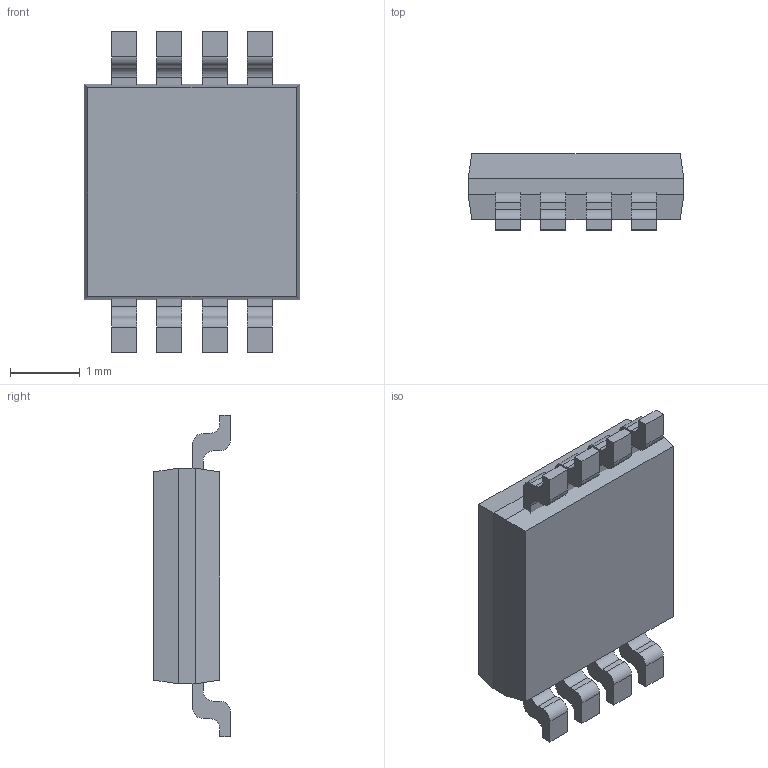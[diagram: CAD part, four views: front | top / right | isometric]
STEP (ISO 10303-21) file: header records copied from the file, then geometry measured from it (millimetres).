
FILE_DESCRIPTION (( 'STEP AP214' ), '1' );
FILE_NAME ('猶OP-08.STEP', '2015-04-03T15:55:01', ( '' ), ( '' ), 'SwSTEP 2.0', 'SolidWorks 2014', '' );
FILE_SCHEMA (( 'AUTOMOTIVE_DESIGN' ));
Length unit declared in the file: millimetre
Products named in the file (3): 猶OP-08_Pins; 猶OP-08_Body; 猶OP-08
Assembly tree (2 placements, depth 2):
  猶OP-08
    猶OP-08_Body
    猶OP-08_Pins
Bounding box: 3.1 x 1.1 x 4.62 mm (x, y, z)
Volume: 10.2 mm3; surface area: 52.9 mm2
Topology: 2 solids, 2 shells, 111 faces, 310 edges, 204 vertices
Faces by surface type: plane 77, cylinder 34
Entity records: 3658 total; most frequent: CARTESIAN_POINT 630, ORIENTED_EDGE 620, DIRECTION 610, EDGE_CURVE 310, LINE 242, VECTOR 242, VERTEX_POINT 204, AXIS2_PLACEMENT_3D 184
